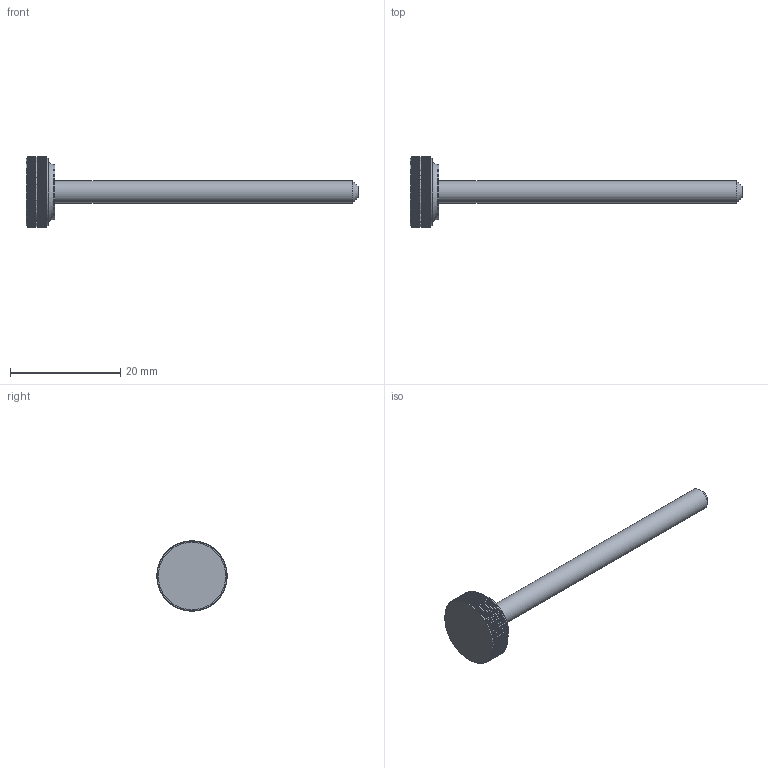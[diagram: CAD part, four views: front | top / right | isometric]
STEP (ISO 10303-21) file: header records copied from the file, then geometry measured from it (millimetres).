
FILE_DESCRIPTION(('FreeCAD Model'),'2;1');
FILE_NAME('thumbscrew_m4x55.step', '2016-11-15T16:07:46',('Author'),(''), 'Open CASCADE STEP processor 6.8','FreeCAD','Unknown');
FILE_SCHEMA(('AUTOMOTIVE_DESIGN_CC2 { 1 2 10303 214 -1 1 5 4 }'));
Length unit declared in the file: millimetre
Products named in the file (2): ASSEMBLY; thumbscrew_m4x55_01
Assembly tree (1 placements, depth 2):
  ASSEMBLY
    thumbscrew_m4x55_01
Bounding box: 60.25 x 12.75 x 12.75 mm (x, y, z)
Volume: 1293.9 mm3; surface area: 1151.1 mm2
Topology: 1 solids, 1 shells, 312 faces, 918 edges, 612 vertices
Faces by surface type: cylinder 304, plane 6, cone 1, torus 1
Full cylindrical faces by diameter (mm): 4 x1, 10 x1, 12.25 x2
Entity records: 23202 total; most frequent: CARTESIAN_POINT 6274, DIRECTION 3079, ORIENTED_EDGE 1836, PCURVE 1836, DEFINITIONAL_REPRESENTATION 1836, AXIS2_PLACEMENT_3D 927, LINE 923, VECTOR 923
